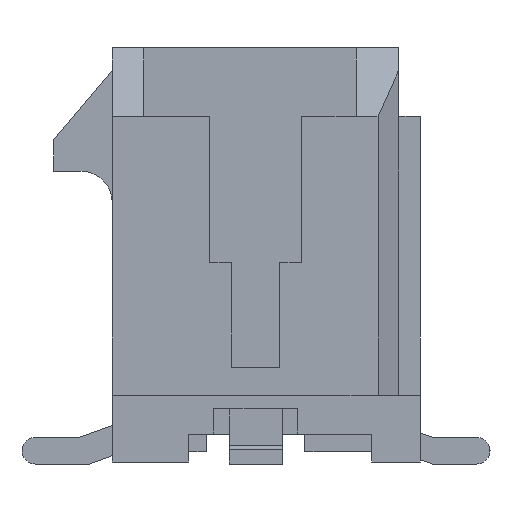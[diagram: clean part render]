
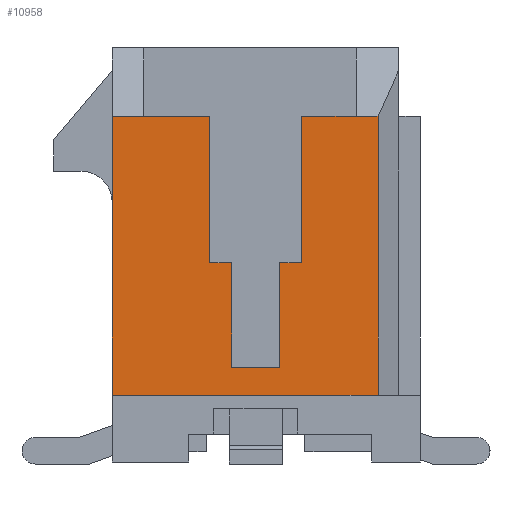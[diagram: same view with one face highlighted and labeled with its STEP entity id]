
A CAD part, left-side view. The second image highlights one B-rep face of the part: STEP entity #10958.
In plain terms, the highlighted planar face has unit normal (-1, 0, 0).
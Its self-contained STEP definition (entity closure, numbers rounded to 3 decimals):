
#1=DIRECTION('',(0.,0.,-1.));
#2=VECTOR('',#1,3.5);
#3=CARTESIAN_POINT('',(-18.325,-1.1,3.315));
#4=LINE('',#3,#2);
#5=DIRECTION('',(0.,1.,0.));
#6=VECTOR('',#5,1.31);
#7=CARTESIAN_POINT('',(-18.325,-2.41,3.315));
#8=LINE('',#7,#6);
#9=DIRECTION('',(0.,-1.,0.));
#10=VECTOR('',#9,0.52);
#11=CARTESIAN_POINT('',(-18.325,-2.41,3.315));
#12=LINE('',#11,#10);
#13=DIRECTION('',(0.,0.,-1.));
#14=VECTOR('',#13,6.67);
#15=CARTESIAN_POINT('',(-18.325,-2.93,3.315));
#16=LINE('',#15,#14);
#17=DIRECTION('',(0.,1.,0.));
#18=VECTOR('',#17,6.36);
#19=CARTESIAN_POINT('',(-18.325,-2.93,-3.355));
#20=LINE('',#19,#18);
#21=DIRECTION('',(0.,0.,1.));
#22=VECTOR('',#21,6.67);
#23=CARTESIAN_POINT('',(-18.325,3.43,-3.355));
#24=LINE('',#23,#22);
#25=DIRECTION('',(0.,-1.,0.));
#26=VECTOR('',#25,0.75);
#27=CARTESIAN_POINT('',(-18.325,3.43,3.315));
#28=LINE('',#27,#26);
#29=DIRECTION('',(0.,1.,0.));
#30=VECTOR('',#29,1.58);
#31=CARTESIAN_POINT('',(-18.325,1.1,3.315));
#32=LINE('',#31,#30);
#33=DIRECTION('',(0.,0.,-1.));
#34=VECTOR('',#33,3.5);
#35=CARTESIAN_POINT('',(-18.325,1.1,3.315));
#36=LINE('',#35,#34);
#37=DIRECTION('',(0.,1.,0.));
#38=VECTOR('',#37,0.525);
#39=CARTESIAN_POINT('',(-18.325,0.575,-0.185));
#40=LINE('',#39,#38);
#41=DIRECTION('',(0.,0.,1.));
#42=VECTOR('',#41,2.5);
#43=CARTESIAN_POINT('',(-18.325,0.575,-2.685));
#44=LINE('',#43,#42);
#45=DIRECTION('',(0.,1.,0.));
#46=VECTOR('',#45,1.15);
#47=CARTESIAN_POINT('',(-18.325,-0.575,-2.685));
#48=LINE('',#47,#46);
#49=DIRECTION('',(0.,0.,-1.));
#50=VECTOR('',#49,2.5);
#51=CARTESIAN_POINT('',(-18.325,-0.575,-0.185));
#52=LINE('',#51,#50);
#53=DIRECTION('',(0.,1.,0.));
#54=VECTOR('',#53,0.525);
#55=CARTESIAN_POINT('',(-18.325,-1.1,-0.185));
#56=LINE('',#55,#54);
#8328=CARTESIAN_POINT('',(-18.325,3.43,3.315));
#8330=VERTEX_POINT('',#8328);
#8379=CARTESIAN_POINT('',(-18.325,2.68,3.315));
#8380=VERTEX_POINT('',#8379);
#8381=CARTESIAN_POINT('',(-18.325,-2.41,3.315));
#8382=VERTEX_POINT('',#8381);
#8667=CARTESIAN_POINT('',(-18.325,-1.1,3.315));
#8668=CARTESIAN_POINT('',(-18.325,-1.1,-0.185));
#8669=VERTEX_POINT('',#8667);
#8670=VERTEX_POINT('',#8668);
#8671=CARTESIAN_POINT('',(-18.325,-0.575,-0.185));
#8672=VERTEX_POINT('',#8671);
#8673=CARTESIAN_POINT('',(-18.325,-0.575,-2.685));
#8674=VERTEX_POINT('',#8673);
#8675=CARTESIAN_POINT('',(-18.325,0.575,-2.685));
#8676=VERTEX_POINT('',#8675);
#8677=CARTESIAN_POINT('',(-18.325,0.575,-0.185));
#8678=VERTEX_POINT('',#8677);
#8679=CARTESIAN_POINT('',(-18.325,1.1,-0.185));
#8680=VERTEX_POINT('',#8679);
#8681=CARTESIAN_POINT('',(-18.325,1.1,3.315));
#8682=VERTEX_POINT('',#8681);
#9329=CARTESIAN_POINT('',(-18.325,3.43,-3.355));
#9330=VERTEX_POINT('',#9329);
#9339=CARTESIAN_POINT('',(-18.325,-2.93,3.315));
#9340=VERTEX_POINT('',#9339);
#9341=CARTESIAN_POINT('',(-18.325,-2.93,-3.355));
#9342=VERTEX_POINT('',#9341);
#10923=CARTESIAN_POINT('',(-18.325,0.,0.));
#10924=DIRECTION('',(1.,0.,0.));
#10925=DIRECTION('',(0.,0.,-1.));
#10926=AXIS2_PLACEMENT_3D('',#10923,#10924,#10925);
#10927=PLANE('',#10926);
#10929=ORIENTED_EDGE('',*,*,#10928,.F.);
#10931=ORIENTED_EDGE('',*,*,#10930,.F.);
#10933=ORIENTED_EDGE('',*,*,#10932,.T.);
#10935=ORIENTED_EDGE('',*,*,#10934,.T.);
#10937=ORIENTED_EDGE('',*,*,#10936,.T.);
#10939=ORIENTED_EDGE('',*,*,#10938,.T.);
#10941=ORIENTED_EDGE('',*,*,#10940,.T.);
#10943=ORIENTED_EDGE('',*,*,#10942,.F.);
#10945=ORIENTED_EDGE('',*,*,#10944,.T.);
#10947=ORIENTED_EDGE('',*,*,#10946,.F.);
#10949=ORIENTED_EDGE('',*,*,#10948,.F.);
#10951=ORIENTED_EDGE('',*,*,#10950,.F.);
#10953=ORIENTED_EDGE('',*,*,#10952,.F.);
#10955=ORIENTED_EDGE('',*,*,#10954,.F.);
#10956=EDGE_LOOP('',(#10929,#10931,#10933,#10935,#10937,#10939,#10941,#10943,
#10945,#10947,#10949,#10951,#10953,#10955));
#10957=FACE_OUTER_BOUND('',#10956,.F.);
#10958=ADVANCED_FACE('',(#10957),#10927,.F.);
#10928=EDGE_CURVE('',#8669,#8670,#4,.T.);
#10930=EDGE_CURVE('',#8382,#8669,#8,.T.);
#10932=EDGE_CURVE('',#8382,#9340,#12,.T.);
#10934=EDGE_CURVE('',#9340,#9342,#16,.T.);
#10936=EDGE_CURVE('',#9342,#9330,#20,.T.);
#10938=EDGE_CURVE('',#9330,#8330,#24,.T.);
#10940=EDGE_CURVE('',#8330,#8380,#28,.T.);
#10942=EDGE_CURVE('',#8682,#8380,#32,.T.);
#10944=EDGE_CURVE('',#8682,#8680,#36,.T.);
#10946=EDGE_CURVE('',#8678,#8680,#40,.T.);
#10948=EDGE_CURVE('',#8676,#8678,#44,.T.);
#10950=EDGE_CURVE('',#8674,#8676,#48,.T.);
#10952=EDGE_CURVE('',#8672,#8674,#52,.T.);
#10954=EDGE_CURVE('',#8670,#8672,#56,.T.);
